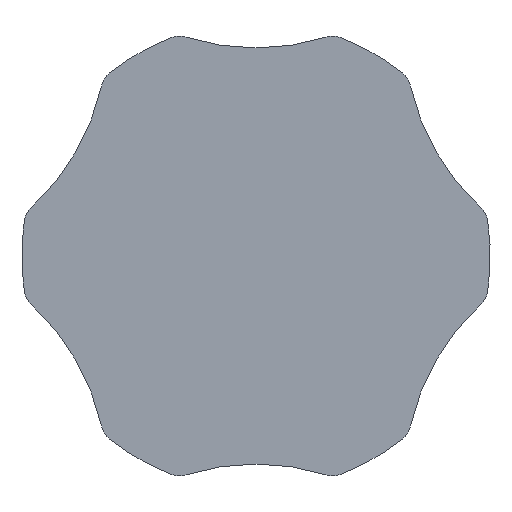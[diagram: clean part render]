
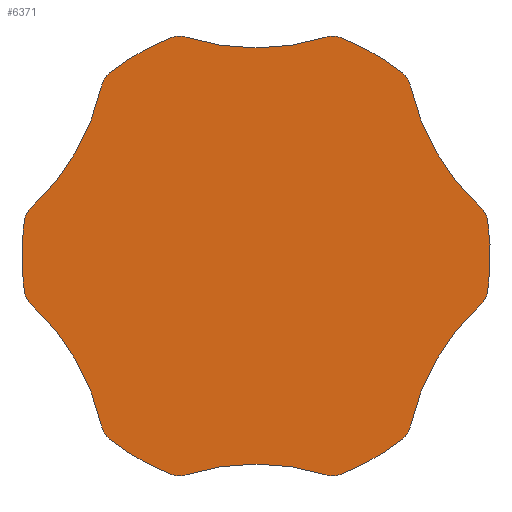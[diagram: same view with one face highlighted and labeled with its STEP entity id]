
A CAD part, front view. The second image highlights one B-rep face of the part: STEP entity #6371.
In plain terms, the highlighted planar face has unit normal (0, -1, 0).
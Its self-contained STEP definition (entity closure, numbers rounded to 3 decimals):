
#392=PLANE('',#6490);
#813=FACE_OUTER_BOUND('',#1235,.T.);
#1235=EDGE_LOOP('',(#5883,#5884,#5885,#5886,#5887,#5888,#5889,#5890,#5891,
#5892,#5893,#5894,#5895,#5896,#5897,#5898,#5899,#5900,#5901,#5902,#5903,
#5904,#5905,#5906));
#1241=CIRCLE('',#6414,1.);
#1243=CIRCLE('',#6417,1.);
#1245=CIRCLE('',#6420,10.);
#1247=CIRCLE('',#6423,1.);
#1249=CIRCLE('',#6426,1.);
#1251=CIRCLE('',#6429,10.);
#1253=CIRCLE('',#6432,1.);
#1255=CIRCLE('',#6435,1.);
#1257=CIRCLE('',#6438,10.);
#1259=CIRCLE('',#6441,1.);
#1261=CIRCLE('',#6444,1.);
#1263=CIRCLE('',#6447,10.);
#1265=CIRCLE('',#6450,1.);
#1267=CIRCLE('',#6453,1.);
#1269=CIRCLE('',#6456,10.);
#1271=CIRCLE('',#6459,1.);
#1273=CIRCLE('',#6462,1.);
#1275=CIRCLE('',#6465,10.);
#1283=CIRCLE('',#6475,10.);
#1284=CIRCLE('',#6477,10.);
#1285=CIRCLE('',#6479,10.);
#1286=CIRCLE('',#6481,10.);
#1287=CIRCLE('',#6483,10.);
#1288=CIRCLE('',#6485,10.);
#2832=VERTEX_POINT('',#20103);
#2833=VERTEX_POINT('',#20105);
#2836=VERTEX_POINT('',#20112);
#2837=VERTEX_POINT('',#20114);
#2840=VERTEX_POINT('',#20124);
#2841=VERTEX_POINT('',#20126);
#2844=VERTEX_POINT('',#20133);
#2845=VERTEX_POINT('',#20135);
#2848=VERTEX_POINT('',#20145);
#2849=VERTEX_POINT('',#20147);
#2852=VERTEX_POINT('',#20154);
#2853=VERTEX_POINT('',#20156);
#2856=VERTEX_POINT('',#20166);
#2857=VERTEX_POINT('',#20168);
#2860=VERTEX_POINT('',#20175);
#2861=VERTEX_POINT('',#20177);
#2864=VERTEX_POINT('',#20187);
#2865=VERTEX_POINT('',#20189);
#2868=VERTEX_POINT('',#20196);
#2869=VERTEX_POINT('',#20198);
#2872=VERTEX_POINT('',#20208);
#2873=VERTEX_POINT('',#20210);
#2876=VERTEX_POINT('',#20217);
#2877=VERTEX_POINT('',#20219);
#3815=EDGE_CURVE('',#2833,#2832,#1241,.T.);
#3819=EDGE_CURVE('',#2837,#2836,#1243,.T.);
#3822=EDGE_CURVE('',#2832,#2837,#1245,.T.);
#3825=EDGE_CURVE('',#2841,#2840,#1247,.T.);
#3829=EDGE_CURVE('',#2845,#2844,#1249,.T.);
#3832=EDGE_CURVE('',#2840,#2845,#1251,.T.);
#3835=EDGE_CURVE('',#2849,#2848,#1253,.T.);
#3839=EDGE_CURVE('',#2853,#2852,#1255,.T.);
#3842=EDGE_CURVE('',#2848,#2853,#1257,.T.);
#3845=EDGE_CURVE('',#2857,#2856,#1259,.T.);
#3849=EDGE_CURVE('',#2861,#2860,#1261,.T.);
#3852=EDGE_CURVE('',#2856,#2861,#1263,.T.);
#3855=EDGE_CURVE('',#2865,#2864,#1265,.T.);
#3859=EDGE_CURVE('',#2869,#2868,#1267,.T.);
#3862=EDGE_CURVE('',#2864,#2869,#1269,.T.);
#3865=EDGE_CURVE('',#2873,#2872,#1271,.T.);
#3869=EDGE_CURVE('',#2877,#2876,#1273,.T.);
#3872=EDGE_CURVE('',#2872,#2877,#1275,.T.);
#3880=EDGE_CURVE('',#2868,#2857,#1283,.T.);
#3881=EDGE_CURVE('',#2852,#2873,#1284,.T.);
#3882=EDGE_CURVE('',#2876,#2841,#1285,.T.);
#3883=EDGE_CURVE('',#2844,#2865,#1286,.T.);
#3884=EDGE_CURVE('',#2860,#2833,#1287,.T.);
#3885=EDGE_CURVE('',#2836,#2849,#1288,.T.);
#5883=ORIENTED_EDGE('',*,*,#3819,.T.);
#5884=ORIENTED_EDGE('',*,*,#3885,.T.);
#5885=ORIENTED_EDGE('',*,*,#3835,.T.);
#5886=ORIENTED_EDGE('',*,*,#3842,.T.);
#5887=ORIENTED_EDGE('',*,*,#3839,.T.);
#5888=ORIENTED_EDGE('',*,*,#3881,.T.);
#5889=ORIENTED_EDGE('',*,*,#3865,.T.);
#5890=ORIENTED_EDGE('',*,*,#3872,.T.);
#5891=ORIENTED_EDGE('',*,*,#3869,.T.);
#5892=ORIENTED_EDGE('',*,*,#3882,.T.);
#5893=ORIENTED_EDGE('',*,*,#3825,.T.);
#5894=ORIENTED_EDGE('',*,*,#3832,.T.);
#5895=ORIENTED_EDGE('',*,*,#3829,.T.);
#5896=ORIENTED_EDGE('',*,*,#3883,.T.);
#5897=ORIENTED_EDGE('',*,*,#3855,.T.);
#5898=ORIENTED_EDGE('',*,*,#3862,.T.);
#5899=ORIENTED_EDGE('',*,*,#3859,.T.);
#5900=ORIENTED_EDGE('',*,*,#3880,.T.);
#5901=ORIENTED_EDGE('',*,*,#3845,.T.);
#5902=ORIENTED_EDGE('',*,*,#3852,.T.);
#5903=ORIENTED_EDGE('',*,*,#3849,.T.);
#5904=ORIENTED_EDGE('',*,*,#3884,.T.);
#5905=ORIENTED_EDGE('',*,*,#3815,.T.);
#5906=ORIENTED_EDGE('',*,*,#3822,.T.);
#6371=ADVANCED_FACE('',(#813),#392,.T.);
#6414=AXIS2_PLACEMENT_3D('',#20106,#6569,#6570);
#6417=AXIS2_PLACEMENT_3D('',#20115,#6577,#6578);
#6420=AXIS2_PLACEMENT_3D('',#20119,#6584,#6585);
#6423=AXIS2_PLACEMENT_3D('',#20127,#6591,#6592);
#6426=AXIS2_PLACEMENT_3D('',#20136,#6599,#6600);
#6429=AXIS2_PLACEMENT_3D('',#20140,#6606,#6607);
#6432=AXIS2_PLACEMENT_3D('',#20148,#6613,#6614);
#6435=AXIS2_PLACEMENT_3D('',#20157,#6621,#6622);
#6438=AXIS2_PLACEMENT_3D('',#20161,#6628,#6629);
#6441=AXIS2_PLACEMENT_3D('',#20169,#6635,#6636);
#6444=AXIS2_PLACEMENT_3D('',#20178,#6643,#6644);
#6447=AXIS2_PLACEMENT_3D('',#20182,#6650,#6651);
#6450=AXIS2_PLACEMENT_3D('',#20190,#6657,#6658);
#6453=AXIS2_PLACEMENT_3D('',#20199,#6665,#6666);
#6456=AXIS2_PLACEMENT_3D('',#20203,#6672,#6673);
#6459=AXIS2_PLACEMENT_3D('',#20211,#6679,#6680);
#6462=AXIS2_PLACEMENT_3D('',#20220,#6687,#6688);
#6465=AXIS2_PLACEMENT_3D('',#20224,#6694,#6695);
#6475=AXIS2_PLACEMENT_3D('',#20235,#6714,#6715);
#6477=AXIS2_PLACEMENT_3D('',#20237,#6718,#6719);
#6479=AXIS2_PLACEMENT_3D('',#20239,#6722,#6723);
#6481=AXIS2_PLACEMENT_3D('',#20241,#6726,#6727);
#6483=AXIS2_PLACEMENT_3D('',#20243,#6730,#6731);
#6485=AXIS2_PLACEMENT_3D('',#20245,#6734,#6735);
#6490=AXIS2_PLACEMENT_3D('',#20252,#6745,#6746);
#6569=DIRECTION('center_axis',(0.,-1.,0.));
#6570=DIRECTION('ref_axis',(-0.989,0.,-0.15));
#6577=DIRECTION('center_axis',(0.,-1.,0.));
#6578=DIRECTION('ref_axis',(-0.976,0.,-0.219));
#6584=DIRECTION('center_axis',(0.,1.,0.));
#6585=DIRECTION('ref_axis',(0.976,0.,0.219));
#6591=DIRECTION('center_axis',(0.,-1.,0.));
#6592=DIRECTION('ref_axis',(0.989,0.,0.15));
#6599=DIRECTION('center_axis',(0.,-1.,0.));
#6600=DIRECTION('ref_axis',(0.976,0.,0.219));
#6606=DIRECTION('center_axis',(0.,1.,0.));
#6607=DIRECTION('ref_axis',(-0.976,0.,-0.219));
#6613=DIRECTION('center_axis',(0.,-1.,0.));
#6614=DIRECTION('ref_axis',(-0.364,0.,-0.931));
#6621=DIRECTION('center_axis',(0.,-1.,0.));
#6622=DIRECTION('ref_axis',(-0.298,0.,-0.955));
#6628=DIRECTION('center_axis',(0.,1.,0.));
#6629=DIRECTION('ref_axis',(0.298,0.,0.955));
#6635=DIRECTION('center_axis',(0.,-1.,0.));
#6636=DIRECTION('ref_axis',(-0.624,0.,0.781));
#6643=DIRECTION('center_axis',(0.,-1.,0.));
#6644=DIRECTION('ref_axis',(-0.678,0.,0.735));
#6650=DIRECTION('center_axis',(0.,1.,0.));
#6651=DIRECTION('ref_axis',(0.678,0.,-0.735));
#6657=DIRECTION('center_axis',(0.,-1.,0.));
#6658=DIRECTION('ref_axis',(0.364,0.,0.931));
#6665=DIRECTION('center_axis',(0.,-1.,0.));
#6666=DIRECTION('ref_axis',(0.298,0.,0.955));
#6672=DIRECTION('center_axis',(0.,1.,0.));
#6673=DIRECTION('ref_axis',(-0.298,0.,-0.955));
#6679=DIRECTION('center_axis',(0.,-1.,0.));
#6680=DIRECTION('ref_axis',(0.624,0.,-0.781));
#6687=DIRECTION('center_axis',(0.,-1.,0.));
#6688=DIRECTION('ref_axis',(0.678,0.,-0.735));
#6694=DIRECTION('center_axis',(0.,1.,0.));
#6695=DIRECTION('ref_axis',(-0.678,0.,0.735));
#6714=DIRECTION('center_axis',(0.,-1.,0.));
#6715=DIRECTION('ref_axis',(1.,0.,0.));
#6718=DIRECTION('center_axis',(0.,-1.,0.));
#6719=DIRECTION('ref_axis',(1.,0.,0.));
#6722=DIRECTION('center_axis',(0.,-1.,0.));
#6723=DIRECTION('ref_axis',(1.,0.,0.));
#6726=DIRECTION('center_axis',(0.,-1.,0.));
#6727=DIRECTION('ref_axis',(1.,0.,0.));
#6730=DIRECTION('center_axis',(0.,-1.,0.));
#6731=DIRECTION('ref_axis',(1.,0.,0.));
#6734=DIRECTION('center_axis',(0.,-1.,0.));
#6735=DIRECTION('ref_axis',(1.,0.,0.));
#6745=DIRECTION('center_axis',(0.,-1.,0.));
#6746=DIRECTION('ref_axis',(1.,0.,0.));
#20103=CARTESIAN_POINT('',(-9.576,-30.5,-74.585));
#20105=CARTESIAN_POINT('',(-9.887,-30.5,-74.));
#20106=CARTESIAN_POINT('Origin',(-8.898,-30.5,-73.85));
#20112=CARTESIAN_POINT('',(-6.242,-30.5,-80.312));
#20114=CARTESIAN_POINT('',(-6.594,-30.5,-79.75));
#20115=CARTESIAN_POINT('Origin',(-5.618,-30.5,-79.531));
#20119=CARTESIAN_POINT('Origin',(-16.351,-30.5,-81.94));
#20124=CARTESIAN_POINT('',(9.576,-30.5,-70.415));
#20126=CARTESIAN_POINT('',(9.887,-30.5,-71.));
#20127=CARTESIAN_POINT('Origin',(8.898,-30.5,-71.15));
#20133=CARTESIAN_POINT('',(6.242,-30.5,-64.688));
#20135=CARTESIAN_POINT('',(6.594,-30.5,-65.25));
#20136=CARTESIAN_POINT('Origin',(5.618,-30.5,-65.469));
#20140=CARTESIAN_POINT('Origin',(16.351,-30.5,-63.06));
#20145=CARTESIAN_POINT('',(-2.982,-30.5,-81.836));
#20147=CARTESIAN_POINT('',(-3.644,-30.5,-81.812));
#20148=CARTESIAN_POINT('Origin',(-3.28,-30.5,-80.881));
#20154=CARTESIAN_POINT('',(3.644,-30.5,-81.812));
#20156=CARTESIAN_POINT('',(2.982,-30.5,-81.836));
#20157=CARTESIAN_POINT('Origin',(3.28,-30.5,-80.881));
#20161=CARTESIAN_POINT('Origin',(0.,-30.5,-91.381));
#20166=CARTESIAN_POINT('',(-6.594,-30.5,-65.25));
#20168=CARTESIAN_POINT('',(-6.242,-30.5,-64.688));
#20169=CARTESIAN_POINT('Origin',(-5.618,-30.5,-65.469));
#20175=CARTESIAN_POINT('',(-9.887,-30.5,-71.));
#20177=CARTESIAN_POINT('',(-9.576,-30.5,-70.415));
#20178=CARTESIAN_POINT('Origin',(-8.898,-30.5,-71.15));
#20182=CARTESIAN_POINT('Origin',(-16.351,-30.5,-63.06));
#20187=CARTESIAN_POINT('',(2.982,-30.5,-63.164));
#20189=CARTESIAN_POINT('',(3.644,-30.5,-63.188));
#20190=CARTESIAN_POINT('Origin',(3.28,-30.5,-64.119));
#20196=CARTESIAN_POINT('',(-3.644,-30.5,-63.188));
#20198=CARTESIAN_POINT('',(-2.982,-30.5,-63.164));
#20199=CARTESIAN_POINT('Origin',(-3.28,-30.5,-64.119));
#20203=CARTESIAN_POINT('Origin',(0.,-30.5,-53.619));
#20208=CARTESIAN_POINT('',(6.594,-30.5,-79.75));
#20210=CARTESIAN_POINT('',(6.242,-30.5,-80.312));
#20211=CARTESIAN_POINT('Origin',(5.618,-30.5,-79.531));
#20217=CARTESIAN_POINT('',(9.887,-30.5,-74.));
#20219=CARTESIAN_POINT('',(9.576,-30.5,-74.585));
#20220=CARTESIAN_POINT('Origin',(8.898,-30.5,-73.85));
#20224=CARTESIAN_POINT('Origin',(16.351,-30.5,-81.94));
#20235=CARTESIAN_POINT('Origin',(0.,-30.5,-72.5));
#20237=CARTESIAN_POINT('Origin',(0.,-30.5,-72.5));
#20239=CARTESIAN_POINT('Origin',(0.,-30.5,-72.5));
#20241=CARTESIAN_POINT('Origin',(0.,-30.5,-72.5));
#20243=CARTESIAN_POINT('Origin',(0.,-30.5,-72.5));
#20245=CARTESIAN_POINT('Origin',(0.,-30.5,-72.5));
#20252=CARTESIAN_POINT('Origin',(0.,-30.5,-72.5));
